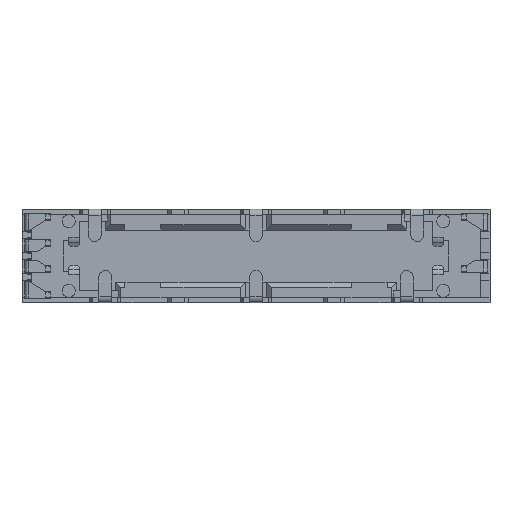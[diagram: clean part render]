
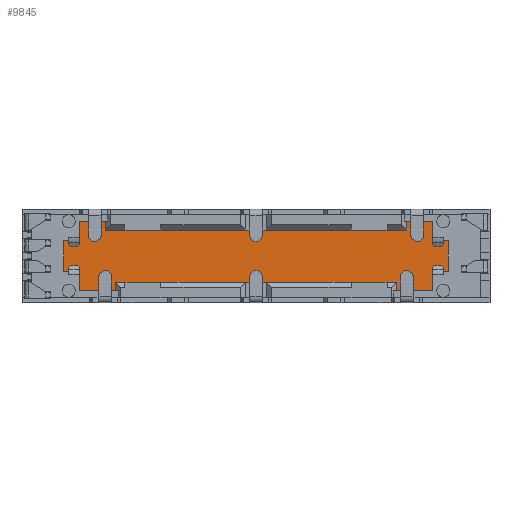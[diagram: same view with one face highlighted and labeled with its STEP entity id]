
A CAD part, front view. The second image highlights one B-rep face of the part: STEP entity #9845.
In plain terms, the highlighted planar face has unit normal (0, -1, 0).
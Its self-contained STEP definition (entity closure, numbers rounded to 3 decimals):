
#7433=VERTEX_POINT('NONE',#7434);
#7434=CARTESIAN_POINT('',(-17.0,1.95,3.35));
#7440=EDGE_CURVE('NONE',#7433,#7441,#7443,.F.);
#7441=VERTEX_POINT('NONE',#7442);
#7442=CARTESIAN_POINT('',(-14.5,1.95,3.35));
#7443=LINE('',#7444,#7445);
#7444=CARTESIAN_POINT('',(-14.5,1.95,3.35));
#7445=VECTOR('',#7446,1.0);
#7446=DIRECTION('',(-1.0,0.0,0.0));
#7467=VERTEX_POINT('NONE',#7468);
#7468=CARTESIAN_POINT('',(-17.0,1.95,2.5));
#7474=EDGE_CURVE('NONE',#7467,#7433,#7475,.F.);
#7475=LINE('',#7476,#7477);
#7476=CARTESIAN_POINT('',(-17.0,1.95,1.824));
#7477=VECTOR('',#7478,1.0);
#7478=DIRECTION('',(0.0,0.0,-1.0));
#7589=VERTEX_POINT('NONE',#7590);
#7590=CARTESIAN_POINT('',(-18.5,1.95,1.45));
#7596=EDGE_CURVE('NONE',#7589,#7597,#7599,.F.);
#7597=VERTEX_POINT('NONE',#7598);
#7598=CARTESIAN_POINT('',(-18.0,1.95,1.45));
#7599=LINE('',#7600,#7601);
#7600=CARTESIAN_POINT('',(-18.0,1.95,1.45));
#7601=VECTOR('',#7602,1.0);
#7602=DIRECTION('',(-1.0,0.0,0.));
#7629=VERTEX_POINT('NONE',#7630);
#7630=CARTESIAN_POINT('',(-18.5,1.95,-1.45));
#7636=EDGE_CURVE('NONE',#7629,#7589,#7637,.F.);
#7637=LINE('',#7638,#7639);
#7638=CARTESIAN_POINT('',(-18.5,1.95,1.45));
#7639=VECTOR('',#7640,1.0);
#7640=DIRECTION('',(0.0,0.0,-1.0));
#7669=VERTEX_POINT('NONE',#7670);
#7670=CARTESIAN_POINT('',(-18.0,1.95,-1.45));
#7676=EDGE_CURVE('NONE',#7669,#7629,#7677,.F.);
#7677=LINE('',#7678,#7679);
#7678=CARTESIAN_POINT('',(-18.0,1.95,-1.45));
#7679=VECTOR('',#7680,1.0);
#7680=DIRECTION('',(1.0,0.0,0.));
#7787=VERTEX_POINT('NONE',#7788);
#7788=CARTESIAN_POINT('',(-17.0,1.95,-3.35));
#7794=EDGE_CURVE('NONE',#7787,#7795,#7797,.F.);
#7795=VERTEX_POINT('NONE',#7796);
#7796=CARTESIAN_POINT('',(-17.0,1.95,-2.5));
#7797=LINE('',#7798,#7799);
#7798=CARTESIAN_POINT('',(-17.0,1.95,-1.824));
#7799=VECTOR('',#7800,1.0);
#7800=DIRECTION('',(0.0,0.0,-1.0));
#7818=VERTEX_POINT('NONE',#7819);
#7819=CARTESIAN_POINT('',(-13.5,1.95,-3.35));
#7825=EDGE_CURVE('NONE',#7818,#7787,#7826,.F.);
#7826=LINE('',#7827,#7828);
#7827=CARTESIAN_POINT('',(-13.5,1.95,-3.35));
#7828=VECTOR('',#7829,1.0);
#7829=DIRECTION('',(1.0,0.0,0.0));
#7842=VERTEX_POINT('NONE',#7843);
#7843=CARTESIAN_POINT('',(-13.5,1.95,-2.5));
#7849=EDGE_CURVE('NONE',#7842,#7818,#7850,.F.);
#7850=LINE('',#7851,#7852);
#7851=CARTESIAN_POINT('',(-13.5,1.95,-3.35));
#7852=VECTOR('',#7853,1.0);
#7853=DIRECTION('',(0.0,0.0,1.0));
#7952=VERTEX_POINT('NONE',#7953);
#7953=CARTESIAN_POINT('',(13.5,1.95,-2.5));
#7959=EDGE_CURVE('NONE',#7952,#7842,#7960,.T.);
#7960=LINE('',#7961,#7962);
#7961=CARTESIAN_POINT('',(-12.6,1.95,-2.5));
#7962=VECTOR('',#7963,1.0);
#7963=DIRECTION('',(-1.0,0.0,0.));
#8094=VERTEX_POINT('NONE',#8095);
#8095=CARTESIAN_POINT('',(13.5,1.95,-3.35));
#8101=EDGE_CURVE('NONE',#8094,#7952,#8102,.F.);
#8102=LINE('',#8103,#8104);
#8103=CARTESIAN_POINT('',(13.5,1.95,-3.35));
#8104=VECTOR('',#8105,1.0);
#8105=DIRECTION('',(0.0,0.0,-1.0));
#8154=VERTEX_POINT('NONE',#8155);
#8155=CARTESIAN_POINT('',(17.0,1.95,-3.35));
#8161=EDGE_CURVE('NONE',#8154,#8094,#8162,.F.);
#8162=LINE('',#8163,#8164);
#8163=CARTESIAN_POINT('',(13.5,1.95,-3.35));
#8164=VECTOR('',#8165,1.0);
#8165=DIRECTION('',(1.0,0.0,0.0));
#8181=VERTEX_POINT('NONE',#8182);
#8182=CARTESIAN_POINT('',(17.0,1.95,-2.5));
#8188=EDGE_CURVE('NONE',#8181,#8154,#8189,.F.);
#8189=LINE('',#8190,#8191);
#8190=CARTESIAN_POINT('',(17.0,1.95,-1.824));
#8191=VECTOR('',#8192,1.0);
#8192=DIRECTION('',(0.0,0.0,1.0));
#8303=VERTEX_POINT('NONE',#8304);
#8304=CARTESIAN_POINT('',(18.5,1.95,-1.45));
#8310=EDGE_CURVE('NONE',#8303,#8311,#8313,.F.);
#8311=VERTEX_POINT('NONE',#8312);
#8312=CARTESIAN_POINT('',(18.0,1.95,-1.45));
#8313=LINE('',#8314,#8315);
#8314=CARTESIAN_POINT('',(18.0,1.95,-1.45));
#8315=VECTOR('',#8316,1.0);
#8316=DIRECTION('',(1.0,0.0,0.));
#8343=VERTEX_POINT('NONE',#8344);
#8344=CARTESIAN_POINT('',(18.5,1.95,1.45));
#8350=EDGE_CURVE('NONE',#8343,#8303,#8351,.F.);
#8351=LINE('',#8352,#8353);
#8352=CARTESIAN_POINT('',(18.5,1.95,1.45));
#8353=VECTOR('',#8354,1.0);
#8354=DIRECTION('',(0.0,0.0,1.0));
#8383=VERTEX_POINT('NONE',#8384);
#8384=CARTESIAN_POINT('',(18.0,1.95,1.45));
#8390=EDGE_CURVE('NONE',#8383,#8343,#8391,.F.);
#8391=LINE('',#8392,#8393);
#8392=CARTESIAN_POINT('',(18.0,1.95,1.45));
#8393=VECTOR('',#8394,1.0);
#8394=DIRECTION('',(-1.0,0.0,0.));
#8501=VERTEX_POINT('NONE',#8502);
#8502=CARTESIAN_POINT('',(17.0,1.95,3.35));
#8508=EDGE_CURVE('NONE',#8501,#8509,#8511,.F.);
#8509=VERTEX_POINT('NONE',#8510);
#8510=CARTESIAN_POINT('',(17.0,1.95,2.5));
#8511=LINE('',#8512,#8513);
#8512=CARTESIAN_POINT('',(17.0,1.95,1.824));
#8513=VECTOR('',#8514,1.0);
#8514=DIRECTION('',(0.0,0.0,1.0));
#8532=VERTEX_POINT('NONE',#8533);
#8533=CARTESIAN_POINT('',(14.5,1.95,3.35));
#8539=EDGE_CURVE('NONE',#8532,#8501,#8540,.F.);
#8540=LINE('',#8541,#8542);
#8541=CARTESIAN_POINT('',(14.5,1.95,3.35));
#8542=VECTOR('',#8543,1.0);
#8543=DIRECTION('',(-1.0,0.0,0.0));
#9574=VERTEX_POINT('NONE',#9575);
#9575=CARTESIAN_POINT('',(14.5,1.95,2.5));
#9581=EDGE_CURVE('NONE',#9574,#8532,#9582,.F.);
#9582=LINE('',#9583,#9584);
#9583=CARTESIAN_POINT('',(14.5,1.95,3.35));
#9584=VECTOR('',#9585,1.0);
#9585=DIRECTION('',(0.0,0.0,-1.0));
#9644=VERTEX_POINT('NONE',#9645);
#9645=CARTESIAN_POINT('',(-14.5,1.95,2.5));
#9651=EDGE_CURVE('NONE',#9644,#9574,#9652,.T.);
#9652=LINE('',#9653,#9654);
#9653=CARTESIAN_POINT('',(-12.6,1.95,2.5));
#9654=VECTOR('',#9655,1.0);
#9655=DIRECTION('',(1.0,0.0,0.));
#9802=EDGE_CURVE('NONE',#7441,#9644,#9803,.F.);
#9803=LINE('',#9804,#9805);
#9804=CARTESIAN_POINT('',(-14.5,1.95,3.35));
#9805=VECTOR('',#9806,1.0);
#9806=DIRECTION('',(0.0,0.0,1.0));
#9845=ADVANCED_FACE('NONE',(#9846),#9924,.T.);
#9846=FACE_BOUND('NONE',#9847,.T.);
#9847=EDGE_LOOP('',(#9848,#9849,#9850,#9851,#9852,#9853,#9861,#9867,#9868,#9869,#9870,#9878,#9884,#9885,#9886,#9887,#9888,#9889,#9890,#9891,#9899,#9905,#9906,#9907,#9908,#9916,#9922,#9923));
#9848=ORIENTED_EDGE('',*,*,#9581,.F.);
#9849=ORIENTED_EDGE('',*,*,#9651,.F.);
#9850=ORIENTED_EDGE('',*,*,#9802,.F.);
#9851=ORIENTED_EDGE('',*,*,#7440,.F.);
#9852=ORIENTED_EDGE('',*,*,#7474,.F.);
#9853=ORIENTED_EDGE('',*,*,#9854,.T.);
#9854=EDGE_CURVE('NONE',#7467,#9855,#9857,.T.);
#9855=VERTEX_POINT('NONE',#9856);
#9856=CARTESIAN_POINT('',(-18.0,1.95,2.5));
#9857=LINE('',#9858,#9859);
#9858=CARTESIAN_POINT('',(0.,1.95,2.5));
#9859=VECTOR('',#9860,1.0);
#9860=DIRECTION('',(-1.0,0.,0.0));
#9861=ORIENTED_EDGE('',*,*,#9862,.T.);
#9862=EDGE_CURVE('NONE',#9855,#7597,#9863,.T.);
#9863=LINE('',#9864,#9865);
#9864=CARTESIAN_POINT('',(-18.0,1.95,0.0));
#9865=VECTOR('',#9866,1.0);
#9866=DIRECTION('',(0.0,0.0,-1.0));
#9867=ORIENTED_EDGE('',*,*,#7596,.F.);
#9868=ORIENTED_EDGE('',*,*,#7636,.F.);
#9869=ORIENTED_EDGE('',*,*,#7676,.F.);
#9870=ORIENTED_EDGE('',*,*,#9871,.T.);
#9871=EDGE_CURVE('NONE',#7669,#9872,#9874,.T.);
#9872=VERTEX_POINT('NONE',#9873);
#9873=CARTESIAN_POINT('',(-18.0,1.95,-2.5));
#9874=LINE('',#9875,#9876);
#9875=CARTESIAN_POINT('',(-18.0,1.95,0.0));
#9876=VECTOR('',#9877,1.0);
#9877=DIRECTION('',(0.0,0.0,-1.0));
#9878=ORIENTED_EDGE('',*,*,#9879,.T.);
#9879=EDGE_CURVE('NONE',#9872,#7795,#9880,.T.);
#9880=LINE('',#9881,#9882);
#9881=CARTESIAN_POINT('',(0.,1.95,-2.5));
#9882=VECTOR('',#9883,1.0);
#9883=DIRECTION('',(1.0,0.,0.0));
#9884=ORIENTED_EDGE('',*,*,#7794,.F.);
#9885=ORIENTED_EDGE('',*,*,#7825,.F.);
#9886=ORIENTED_EDGE('',*,*,#7849,.F.);
#9887=ORIENTED_EDGE('',*,*,#7959,.F.);
#9888=ORIENTED_EDGE('',*,*,#8101,.F.);
#9889=ORIENTED_EDGE('',*,*,#8161,.F.);
#9890=ORIENTED_EDGE('',*,*,#8188,.F.);
#9891=ORIENTED_EDGE('',*,*,#9892,.T.);
#9892=EDGE_CURVE('NONE',#8181,#9893,#9895,.T.);
#9893=VERTEX_POINT('NONE',#9894);
#9894=CARTESIAN_POINT('',(18.0,1.95,-2.5));
#9895=LINE('',#9896,#9897);
#9896=CARTESIAN_POINT('',(0.,1.95,-2.5));
#9897=VECTOR('',#9898,1.0);
#9898=DIRECTION('',(1.0,0.,0.0));
#9899=ORIENTED_EDGE('',*,*,#9900,.T.);
#9900=EDGE_CURVE('NONE',#9893,#8311,#9901,.T.);
#9901=LINE('',#9902,#9903);
#9902=CARTESIAN_POINT('',(18.0,1.95,0.0));
#9903=VECTOR('',#9904,1.0);
#9904=DIRECTION('',(0.0,0.0,1.0));
#9905=ORIENTED_EDGE('',*,*,#8310,.F.);
#9906=ORIENTED_EDGE('',*,*,#8350,.F.);
#9907=ORIENTED_EDGE('',*,*,#8390,.F.);
#9908=ORIENTED_EDGE('',*,*,#9909,.T.);
#9909=EDGE_CURVE('NONE',#8383,#9910,#9912,.T.);
#9910=VERTEX_POINT('NONE',#9911);
#9911=CARTESIAN_POINT('',(18.0,1.95,2.5));
#9912=LINE('',#9913,#9914);
#9913=CARTESIAN_POINT('',(18.0,1.95,0.0));
#9914=VECTOR('',#9915,1.0);
#9915=DIRECTION('',(0.0,0.0,1.0));
#9916=ORIENTED_EDGE('',*,*,#9917,.T.);
#9917=EDGE_CURVE('NONE',#9910,#8509,#9918,.T.);
#9918=LINE('',#9919,#9920);
#9919=CARTESIAN_POINT('',(0.,1.95,2.5));
#9920=VECTOR('',#9921,1.0);
#9921=DIRECTION('',(-1.0,0.,0.0));
#9922=ORIENTED_EDGE('',*,*,#8508,.F.);
#9923=ORIENTED_EDGE('',*,*,#8539,.F.);
#9924=PLANE('',#9925);
#9925=AXIS2_PLACEMENT_3D('',#9926,#9927,#9928);
#9926=CARTESIAN_POINT('',(0.,1.95,0.0));
#9927=DIRECTION('',(0.,-1.0,0.0));
#9928=DIRECTION('',(1.0,0.,0.0));
